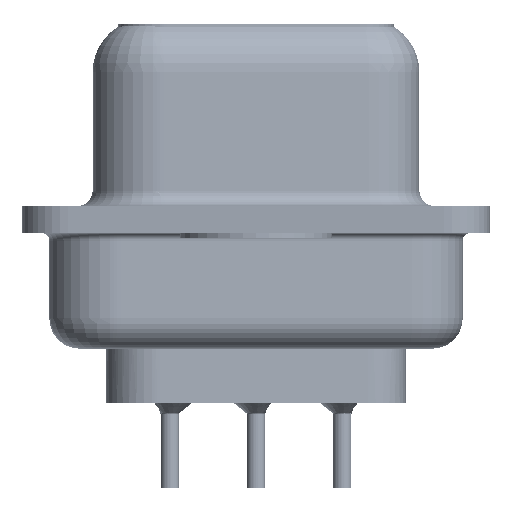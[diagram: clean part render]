
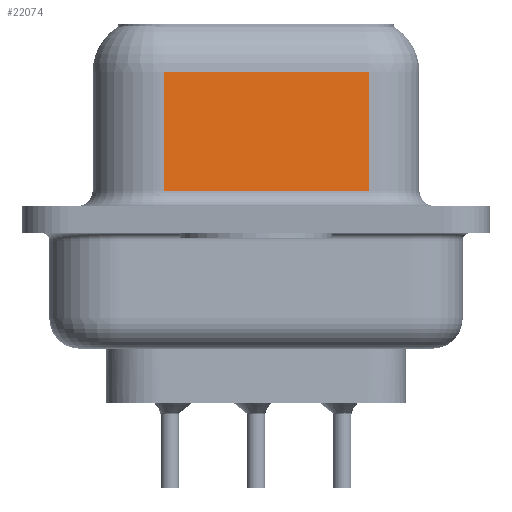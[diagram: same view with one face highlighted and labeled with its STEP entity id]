
A CAD part, left-side view. The second image highlights one B-rep face of the part: STEP entity #22074.
In plain terms, the highlighted planar face has unit normal (-0.985, -0.174, 0).
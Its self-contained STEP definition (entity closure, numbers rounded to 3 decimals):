
#2594 = FACE_OUTER_BOUND ( 'NONE', #21017, .T. ) ;
#5270 = EDGE_CURVE ( 'NONE', #13010, #5880, #35025, .T. ) ;
#5880 = VERTEX_POINT ( 'NONE', #10415 ) ;
#5901 = CARTESIAN_POINT ( 'NONE',  ( 4.43, 3.028, 6.6 ) ) ;
#6129 = DIRECTION ( 'NONE',  ( 0.985, 0.174, 0. ) ) ;
#6254 = ORIENTED_EDGE ( 'NONE', *, *, #5270, .T. ) ;
#7206 = ORIENTED_EDGE ( 'NONE', *, *, #32098, .T. ) ;
#7207 = LINE ( 'NONE', #5901, #14582 ) ;
#7518 = CARTESIAN_POINT ( 'NONE',  ( 4.43, 3.028, 0.95 ) ) ;
#8515 = LINE ( 'NONE', #22949, #15921 ) ;
#9030 = VERTEX_POINT ( 'NONE', #19181 ) ;
#9059 = DIRECTION ( 'NONE',  ( 0., 0., -1. ) ) ;
#10130 = LINE ( 'NONE', #32377, #25824 ) ;
#10415 = CARTESIAN_POINT ( 'NONE',  ( 5.621, -3.722, 0.95 ) ) ;
#13010 = VERTEX_POINT ( 'NONE', #7518 ) ;
#13707 = EDGE_CURVE ( 'NONE', #9030, #5880, #10130, .T. ) ;
#14582 = VECTOR ( 'NONE', #9059, 1000. ) ;
#15921 = VECTOR ( 'NONE', #35072, 1000. ) ;
#16788 = CARTESIAN_POINT ( 'NONE',  ( 4.43, 3.028, 4.85 ) ) ;
#18238 = ORIENTED_EDGE ( 'NONE', *, *, #13707, .F. ) ;
#19181 = CARTESIAN_POINT ( 'NONE',  ( 5.621, -3.722, 4.85 ) ) ;
#19672 = VECTOR ( 'NONE', #26804, 1000. ) ;
#21017 = EDGE_LOOP ( 'NONE', ( #18238, #21034, #7206, #6254 ) ) ;
#21034 = ORIENTED_EDGE ( 'NONE', *, *, #35238, .T. ) ;
#21776 = PLANE ( 'NONE',  #34702 ) ;
#22074 = ADVANCED_FACE ( 'NONE', ( #2594 ), #21776, .F. ) ;
#22949 = CARTESIAN_POINT ( 'NONE',  ( 5.621, -3.722, 4.85 ) ) ;
#24917 = CARTESIAN_POINT ( 'NONE',  ( 5.621, -3.722, 6.6 ) ) ;
#25824 = VECTOR ( 'NONE', #26343, 1000. ) ;
#26343 = DIRECTION ( 'NONE',  ( 0., 0., -1. ) ) ;
#26804 = DIRECTION ( 'NONE',  ( 0.174, -0.985, 0. ) ) ;
#28042 = DIRECTION ( 'NONE',  ( -0.174, 0.985, 0. ) ) ;
#28253 = CARTESIAN_POINT ( 'NONE',  ( 5.621, -3.722, 0.95 ) ) ;
#32098 = EDGE_CURVE ( 'NONE', #32334, #13010, #7207, .T. ) ;
#32334 = VERTEX_POINT ( 'NONE', #16788 ) ;
#32377 = CARTESIAN_POINT ( 'NONE',  ( 5.621, -3.722, 6.6 ) ) ;
#34702 = AXIS2_PLACEMENT_3D ( 'NONE', #24917, #6129, #28042 ) ;
#35025 = LINE ( 'NONE', #28253, #19672 ) ;
#35072 = DIRECTION ( 'NONE',  ( -0.174, 0.985, 0. ) ) ;
#35238 = EDGE_CURVE ( 'NONE', #9030, #32334, #8515, .T. ) ;
